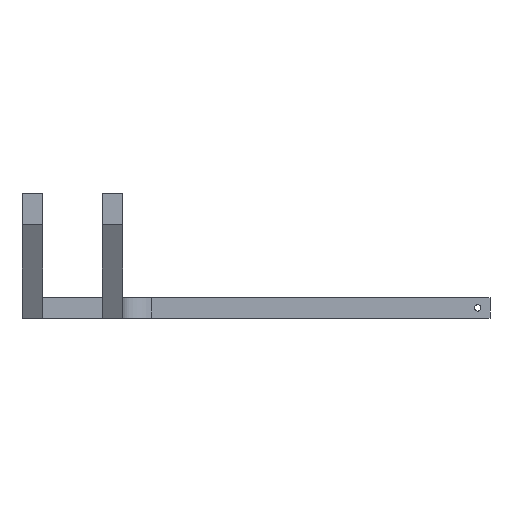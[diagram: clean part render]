
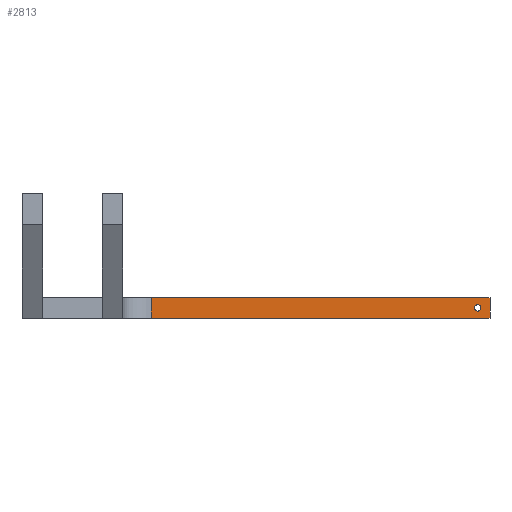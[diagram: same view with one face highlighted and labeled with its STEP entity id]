
A CAD part, left-side view. The second image highlights one B-rep face of the part: STEP entity #2813.
In plain terms, the highlighted planar face has unit normal (-1, 0, 0).
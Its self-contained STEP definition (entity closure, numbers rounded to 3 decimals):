
#23 = EDGE_CURVE ( 'NONE', #2378, #473, #2418, .T. ) ;
#96 = CARTESIAN_POINT ( 'NONE',  ( 25.508, 147.5, 8. ) ) ;
#128 = LINE ( 'NONE', #1839, #1710 ) ;
#191 = CARTESIAN_POINT ( 'NONE',  ( 25.508, 152.248, 4. ) ) ;
#195 = ORIENTED_EDGE ( 'NONE', *, *, #878, .T. ) ;
#216 = CARTESIAN_POINT ( 'NONE',  ( 25.508, 147.5, 0. ) ) ;
#220 = LINE ( 'NONE', #2647, #2318 ) ;
#323 = CIRCLE ( 'NONE', #976, 1.25 ) ;
#369 = CARTESIAN_POINT ( 'NONE',  ( 25.508, 278.5, 8. ) ) ;
#466 = ORIENTED_EDGE ( 'NONE', *, *, #2336, .T. ) ;
#473 = VERTEX_POINT ( 'NONE', #216 ) ;
#526 = CARTESIAN_POINT ( 'NONE',  ( 25.508, 55.109, 8. ) ) ;
#537 = PLANE ( 'NONE',  #708 ) ;
#672 = AXIS2_PLACEMENT_3D ( 'NONE', #2930, #1774, #2466 ) ;
#708 = AXIS2_PLACEMENT_3D ( 'NONE', #526, #735, #2404 ) ;
#709 = ORIENTED_EDGE ( 'NONE', *, *, #2140, .F. ) ;
#735 = DIRECTION ( 'NONE',  ( -1., 0., 0. ) ) ;
#769 = VECTOR ( 'NONE', #2435, 1000. ) ;
#878 = EDGE_CURVE ( 'NONE', #473, #2938, #128, .T. ) ;
#976 = AXIS2_PLACEMENT_3D ( 'NONE', #191, #2824, #1647 ) ;
#999 = DIRECTION ( 'NONE',  ( 0., -1., 0. ) ) ;
#1419 = FACE_OUTER_BOUND ( 'NONE', #2255, .T. ) ;
#1546 = CIRCLE ( 'NONE', #672, 1.25 ) ;
#1626 = VERTEX_POINT ( 'NONE', #2909 ) ;
#1637 = ORIENTED_EDGE ( 'NONE', *, *, #2720, .T. ) ;
#1647 = DIRECTION ( 'NONE',  ( 0., 0., -1. ) ) ;
#1649 = FACE_BOUND ( 'NONE', #1661, .T. ) ;
#1661 = EDGE_LOOP ( 'NONE', ( #466, #1637 ) ) ;
#1666 = ORIENTED_EDGE ( 'NONE', *, *, #23, .T. ) ;
#1710 = VECTOR ( 'NONE', #2084, 1000. ) ;
#1774 = DIRECTION ( 'NONE',  ( 1., 0., 0. ) ) ;
#1839 = CARTESIAN_POINT ( 'NONE',  ( 25.508, 147.5, 8. ) ) ;
#2084 = DIRECTION ( 'NONE',  ( 0., 0., 1. ) ) ;
#2120 = VECTOR ( 'NONE', #999, 1000. ) ;
#2140 = EDGE_CURVE ( 'NONE', #2370, #2938, #2580, .T. ) ;
#2169 = DIRECTION ( 'NONE',  ( 0., 0., 1. ) ) ;
#2218 = EDGE_CURVE ( 'NONE', #2378, #2370, #220, .T. ) ;
#2255 = EDGE_LOOP ( 'NONE', ( #195, #709, #2755, #1666 ) ) ;
#2318 = VECTOR ( 'NONE', #2169, 1000. ) ;
#2336 = EDGE_CURVE ( 'NONE', #1626, #2639, #1546, .T. ) ;
#2370 = VERTEX_POINT ( 'NONE', #369 ) ;
#2378 = VERTEX_POINT ( 'NONE', #2728 ) ;
#2390 = CARTESIAN_POINT ( 'NONE',  ( 25.508, 55.109, 8. ) ) ;
#2404 = DIRECTION ( 'NONE',  ( 0., 0., -1. ) ) ;
#2418 = LINE ( 'NONE', #2696, #2120 ) ;
#2435 = DIRECTION ( 'NONE',  ( 0., -1., 0. ) ) ;
#2466 = DIRECTION ( 'NONE',  ( 0., 0., -1. ) ) ;
#2580 = LINE ( 'NONE', #2390, #769 ) ;
#2639 = VERTEX_POINT ( 'NONE', #2741 ) ;
#2647 = CARTESIAN_POINT ( 'NONE',  ( 25.508, 278.5, 8. ) ) ;
#2696 = CARTESIAN_POINT ( 'NONE',  ( 25.508, 55.109, 0. ) ) ;
#2720 = EDGE_CURVE ( 'NONE', #2639, #1626, #323, .T. ) ;
#2728 = CARTESIAN_POINT ( 'NONE',  ( 25.508, 278.5, 0. ) ) ;
#2741 = CARTESIAN_POINT ( 'NONE',  ( 25.508, 152.248, 2.75 ) ) ;
#2755 = ORIENTED_EDGE ( 'NONE', *, *, #2218, .F. ) ;
#2813 = ADVANCED_FACE ( 'NONE', ( #1649, #1419 ), #537, .T. ) ;
#2824 = DIRECTION ( 'NONE',  ( 1., 0., 0. ) ) ;
#2909 = CARTESIAN_POINT ( 'NONE',  ( 25.508, 152.248, 5.25 ) ) ;
#2930 = CARTESIAN_POINT ( 'NONE',  ( 25.508, 152.248, 4. ) ) ;
#2938 = VERTEX_POINT ( 'NONE', #96 ) ;
